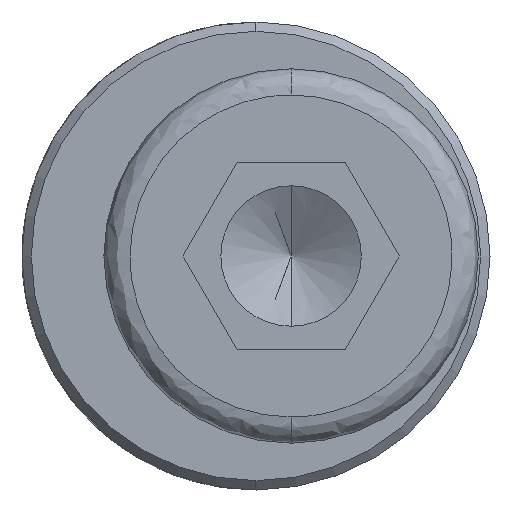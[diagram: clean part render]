
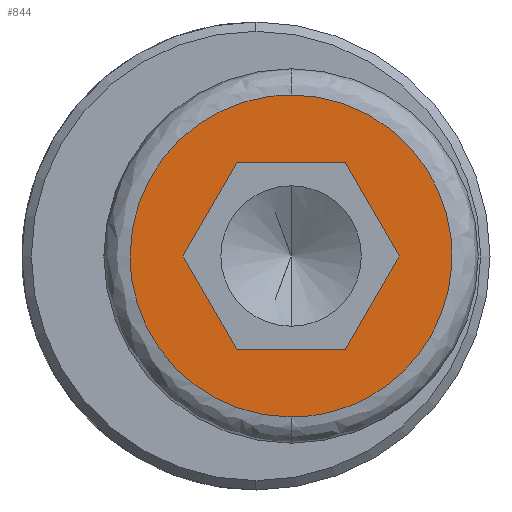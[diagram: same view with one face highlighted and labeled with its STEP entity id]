
A CAD part, left-side view. The second image highlights one B-rep face of the part: STEP entity #844.
In plain terms, the highlighted planar face has unit normal (-1, 0, 0).
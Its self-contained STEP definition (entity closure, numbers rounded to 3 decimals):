
#6 = ORIENTED_EDGE ( 'NONE', *, *, #476, .T. ) ;
#60 = ORIENTED_EDGE ( 'NONE', *, *, #1263, .F. ) ;
#84 = EDGE_CURVE ( 'NONE', #847, #712, #424, .T. ) ;
#89 = CARTESIAN_POINT ( 'NONE',  ( -10., 6.88, 0. ) ) ;
#97 = CARTESIAN_POINT ( 'NONE',  ( -10., 3.44, -4. ) ) ;
#120 = VECTOR ( 'NONE', #1385, 1000. ) ;
#122 = CARTESIAN_POINT ( 'NONE',  ( -10., 3.44, 0. ) ) ;
#147 = DIRECTION ( 'NONE',  ( 0., -0.5, -0.866 ) ) ;
#149 = EDGE_LOOP ( 'NONE', ( #664, #60, #1353 ) ) ;
#168 = CARTESIAN_POINT ( 'NONE',  ( -10., 0., 6.88 ) ) ;
#211 = VERTEX_POINT ( 'NONE', #1190 ) ;
#212 = CARTESIAN_POINT ( 'NONE',  ( -10., 0., -6.88 ) ) ;
#230 = EDGE_CURVE ( 'NONE', #760, #563, #667, .T. ) ;
#239 = CARTESIAN_POINT ( 'NONE',  ( -10., 6.88, 0. ) ) ;
#242 = FACE_OUTER_BOUND ( 'NONE', #149, .T. ) ;
#305 = ORIENTED_EDGE ( 'NONE', *, *, #752, .T. ) ;
#306 = CARTESIAN_POINT ( 'NONE',  ( -10., 4.619, 0. ) ) ;
#331 =( BOUNDED_CURVE ( )  B_SPLINE_CURVE ( 3, ( #698, #1176, #472, #212 ),
 .UNSPECIFIED., .F., .T. ) 
 B_SPLINE_CURVE_WITH_KNOTS ( ( 4, 4 ),
 ( 0., 1. ),
 .UNSPECIFIED. ) 
 CURVE ( )  GEOMETRIC_REPRESENTATION_ITEM ( )  RATIONAL_B_SPLINE_CURVE ( ( 1., 0.333, 0.333, 1. ) ) 
 REPRESENTATION_ITEM ( '' )  );
#360 = DIRECTION ( 'NONE',  ( 0., 0., 1. ) ) ;
#370 = CARTESIAN_POINT ( 'NONE',  ( -10., 2.309, -4. ) ) ;
#402 = VERTEX_POINT ( 'NONE', #767 ) ;
#423 = EDGE_CURVE ( 'NONE', #1380, #211, #868, .T. ) ;
#424 =( BOUNDED_CURVE ( )  B_SPLINE_CURVE ( 3, ( #1184, #1308, #1085, #1097 ),
 .UNSPECIFIED., .F., .T. ) 
 B_SPLINE_CURVE_WITH_KNOTS ( ( 4, 4 ),
 ( 0., 1. ),
 .UNSPECIFIED. ) 
 CURVE ( )  GEOMETRIC_REPRESENTATION_ITEM ( )  RATIONAL_B_SPLINE_CURVE ( ( 1., 0.805, 0.805, 1. ) ) 
 REPRESENTATION_ITEM ( '' )  );
#453 = VERTEX_POINT ( 'NONE', #168 ) ;
#463 = ORIENTED_EDGE ( 'NONE', *, *, #423, .T. ) ;
#464 = VECTOR ( 'NONE', #1052, 1000. ) ;
#466 = AXIS2_PLACEMENT_3D ( 'NONE', #122, #1418, #360 ) ;
#472 = CARTESIAN_POINT ( 'NONE',  ( -10., -13.76, -6.88 ) ) ;
#476 = EDGE_CURVE ( 'NONE', #1468, #760, #1231, .T. ) ;
#492 = VECTOR ( 'NONE', #546, 1000. ) ;
#532 = EDGE_CURVE ( 'NONE', #211, #402, #1044, .T. ) ;
#546 = DIRECTION ( 'NONE',  ( 0., 0.5, -0.866 ) ) ;
#563 = VERTEX_POINT ( 'NONE', #1262 ) ;
#588 = CARTESIAN_POINT ( 'NONE',  ( -10., -2.309, -4. ) ) ;
#606 = CARTESIAN_POINT ( 'NONE',  ( -10., 6.88, 4.03 ) ) ;
#611 = ORIENTED_EDGE ( 'NONE', *, *, #1445, .T. ) ;
#664 = ORIENTED_EDGE ( 'NONE', *, *, #84, .F. ) ;
#667 = LINE ( 'NONE', #97, #120 ) ;
#698 = CARTESIAN_POINT ( 'NONE',  ( -10., 0., 6.88 ) ) ;
#703 = CARTESIAN_POINT ( 'NONE',  ( -10., 4.03, 6.88 ) ) ;
#706 = CARTESIAN_POINT ( 'NONE',  ( -10., 0., -6.88 ) ) ;
#712 = VERTEX_POINT ( 'NONE', #89 ) ;
#722 = CARTESIAN_POINT ( 'NONE',  ( -10., 4.619, 0. ) ) ;
#752 = EDGE_CURVE ( 'NONE', #563, #1380, #1427, .T. ) ;
#760 = VERTEX_POINT ( 'NONE', #588 ) ;
#767 = CARTESIAN_POINT ( 'NONE',  ( -10., -2.309, 4. ) ) ;
#775 = DIRECTION ( 'NONE',  ( 0., -0.5, 0.866 ) ) ;
#844 = ADVANCED_FACE ( 'NONE', ( #242, #1304 ), #1295, .T. ) ;
#847 = VERTEX_POINT ( 'NONE', #706 ) ;
#866 = ORIENTED_EDGE ( 'NONE', *, *, #230, .T. ) ;
#868 = LINE ( 'NONE', #306, #1029 ) ;
#889 =( BOUNDED_CURVE ( )  B_SPLINE_CURVE ( 3, ( #239, #606, #703, #1314 ),
 .UNSPECIFIED., .F., .T. ) 
 B_SPLINE_CURVE_WITH_KNOTS ( ( 4, 4 ),
 ( 0., 1. ),
 .UNSPECIFIED. ) 
 CURVE ( )  GEOMETRIC_REPRESENTATION_ITEM ( )  RATIONAL_B_SPLINE_CURVE ( ( 1., 0.805, 0.805, 1. ) ) 
 REPRESENTATION_ITEM ( '' )  );
#1029 = VECTOR ( 'NONE', #775, 1000. ) ;
#1044 = LINE ( 'NONE', #1494, #1374 ) ;
#1052 = DIRECTION ( 'NONE',  ( 0., 0.5, 0.866 ) ) ;
#1085 = CARTESIAN_POINT ( 'NONE',  ( -10., 6.88, -4.03 ) ) ;
#1097 = CARTESIAN_POINT ( 'NONE',  ( -10., 6.88, 0. ) ) ;
#1175 = EDGE_LOOP ( 'NONE', ( #463, #1363, #611, #6, #866, #305 ) ) ;
#1176 = CARTESIAN_POINT ( 'NONE',  ( -10., -13.76, 6.88 ) ) ;
#1184 = CARTESIAN_POINT ( 'NONE',  ( -10., 0., -6.88 ) ) ;
#1190 = CARTESIAN_POINT ( 'NONE',  ( -10., 2.309, 4. ) ) ;
#1211 = CARTESIAN_POINT ( 'NONE',  ( -10., -2.309, 4. ) ) ;
#1231 = LINE ( 'NONE', #1471, #492 ) ;
#1262 = CARTESIAN_POINT ( 'NONE',  ( -10., 2.309, -4. ) ) ;
#1263 = EDGE_CURVE ( 'NONE', #453, #847, #331, .T. ) ;
#1295 = PLANE ( 'NONE',  #466 ) ;
#1304 = FACE_BOUND ( 'NONE', #1175, .T. ) ;
#1308 = CARTESIAN_POINT ( 'NONE',  ( -10., 4.03, -6.88 ) ) ;
#1310 = CARTESIAN_POINT ( 'NONE',  ( -10., -4.619, 0. ) ) ;
#1314 = CARTESIAN_POINT ( 'NONE',  ( -10., 0., 6.88 ) ) ;
#1327 = LINE ( 'NONE', #1211, #1378 ) ;
#1353 = ORIENTED_EDGE ( 'NONE', *, *, #1507, .F. ) ;
#1363 = ORIENTED_EDGE ( 'NONE', *, *, #532, .T. ) ;
#1374 = VECTOR ( 'NONE', #1513, 1000. ) ;
#1378 = VECTOR ( 'NONE', #147, 1000. ) ;
#1380 = VERTEX_POINT ( 'NONE', #722 ) ;
#1385 = DIRECTION ( 'NONE',  ( 0., 1., 0. ) ) ;
#1418 = DIRECTION ( 'NONE',  ( -1., 0., 0. ) ) ;
#1427 = LINE ( 'NONE', #370, #464 ) ;
#1445 = EDGE_CURVE ( 'NONE', #402, #1468, #1327, .T. ) ;
#1468 = VERTEX_POINT ( 'NONE', #1310 ) ;
#1471 = CARTESIAN_POINT ( 'NONE',  ( -10., -4.619, 0. ) ) ;
#1494 = CARTESIAN_POINT ( 'NONE',  ( -10., 3.44, 4. ) ) ;
#1507 = EDGE_CURVE ( 'NONE', #712, #453, #889, .T. ) ;
#1513 = DIRECTION ( 'NONE',  ( 0., -1., 0. ) ) ;
